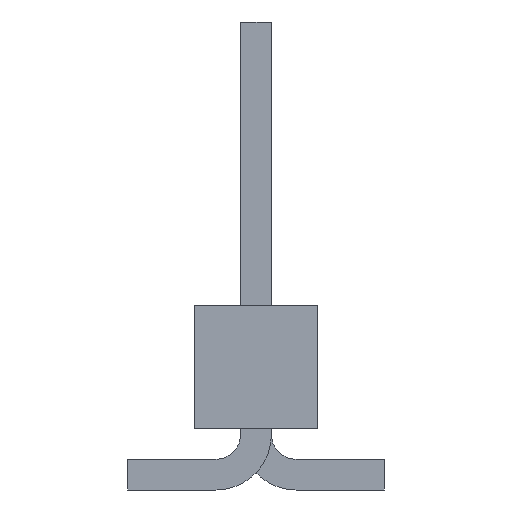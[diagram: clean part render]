
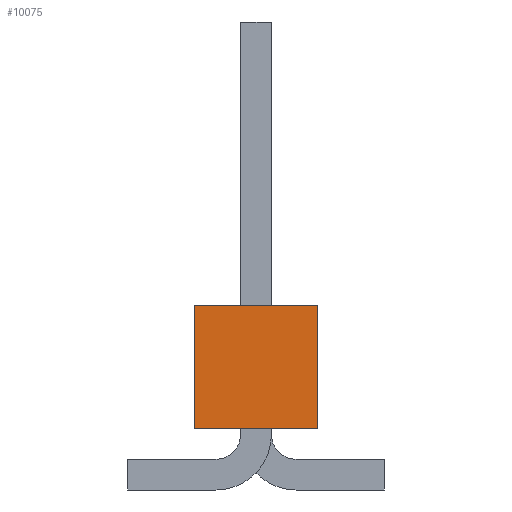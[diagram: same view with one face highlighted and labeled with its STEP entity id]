
A CAD part, left-side view. The second image highlights one B-rep face of the part: STEP entity #10075.
In plain terms, the highlighted planar face has unit normal (-1, 0, 0).
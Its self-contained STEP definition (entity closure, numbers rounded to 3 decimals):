
#1494 = VERTEX_POINT('',#1495);
#1495 = CARTESIAN_POINT('',(-53.34,1.27,-1.27));
#1501 = EDGE_CURVE('',#1494,#1502,#1504,.T.);
#1502 = VERTEX_POINT('',#1503);
#1503 = CARTESIAN_POINT('',(-53.34,1.27,1.27));
#1504 = LINE('',#1505,#1506);
#1505 = CARTESIAN_POINT('',(-53.34,1.27,-1.27));
#1506 = VECTOR('',#1507,1.);
#1507 = DIRECTION('',(0.,0.,1.));
#8202 = VERTEX_POINT('',#8203);
#8203 = CARTESIAN_POINT('',(-53.34,-1.27,1.27));
#8209 = EDGE_CURVE('',#8210,#8202,#8212,.T.);
#8210 = VERTEX_POINT('',#8211);
#8211 = CARTESIAN_POINT('',(-53.34,-1.27,-1.27));
#8212 = LINE('',#8213,#8214);
#8213 = CARTESIAN_POINT('',(-53.34,-1.27,-1.27));
#8214 = VECTOR('',#8215,1.);
#8215 = DIRECTION('',(0.,0.,1.));
#8238 = EDGE_CURVE('',#1494,#8210,#8239,.T.);
#8239 = LINE('',#8240,#8241);
#8240 = CARTESIAN_POINT('',(-53.34,1.27,-1.27));
#8241 = VECTOR('',#8242,1.);
#8242 = DIRECTION('',(0.,-1.,0.));
#10064 = EDGE_CURVE('',#1502,#8202,#10065,.T.);
#10065 = LINE('',#10066,#10067);
#10066 = CARTESIAN_POINT('',(-53.34,1.27,1.27));
#10067 = VECTOR('',#10068,1.);
#10068 = DIRECTION('',(0.,-1.,0.));
#10075 = ADVANCED_FACE('',(#10076),#10082,.F.);
#10076 = FACE_BOUND('',#10077,.T.);
#10077 = EDGE_LOOP('',(#10078,#10079,#10080,#10081));
#10078 = ORIENTED_EDGE('',*,*,#8209,.T.);
#10079 = ORIENTED_EDGE('',*,*,#10064,.F.);
#10080 = ORIENTED_EDGE('',*,*,#1501,.F.);
#10081 = ORIENTED_EDGE('',*,*,#8238,.T.);
#10082 = PLANE('',#10083);
#10083 = AXIS2_PLACEMENT_3D('',#10084,#10085,#10086);
#10084 = CARTESIAN_POINT('',(-53.34,1.27,-1.27));
#10085 = DIRECTION('',(1.,0.,0.));
#10086 = DIRECTION('',(0.,0.,-1.));
